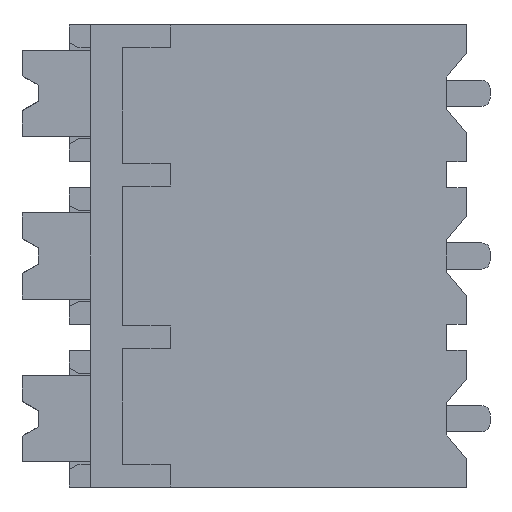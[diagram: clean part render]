
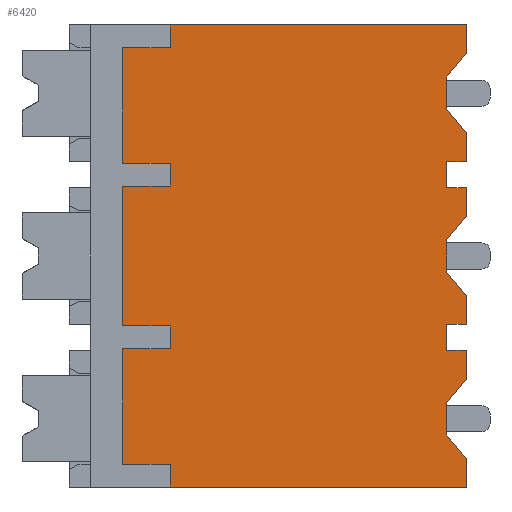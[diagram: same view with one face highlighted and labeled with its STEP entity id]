
A CAD part, left-side view. The second image highlights one B-rep face of the part: STEP entity #6420.
In plain terms, the highlighted planar face has unit normal (-1, 0, 0).
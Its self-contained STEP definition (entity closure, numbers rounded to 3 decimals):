
#50=DIRECTION('',(0.,-1.,0.));
#51=VECTOR('',#50,9.1);
#52=CARTESIAN_POINT('',(0.,9.1,-12.1));
#53=LINE('',#52,#51);
#1346=DIRECTION('',(0.,0.,1.));
#1347=VECTOR('',#1346,0.885);
#1348=CARTESIAN_POINT('',(0.,0.,1.215));
#1349=LINE('',#1348,#1347);
#1362=DIRECTION('',(0.,0.,1.));
#1363=VECTOR('',#1362,0.885);
#1364=CARTESIAN_POINT('',(0.,0.,-12.1));
#1365=LINE('',#1364,#1363);
#1370=DIRECTION('',(0.,0.,1.));
#1371=VECTOR('',#1370,0.885);
#1372=CARTESIAN_POINT('',(0.,0.,-2.1));
#1373=LINE('',#1372,#1371);
#1394=DIRECTION('',(0.,0.,1.));
#1395=VECTOR('',#1394,0.885);
#1396=CARTESIAN_POINT('',(0.,0.,-3.785));
#1397=LINE('',#1396,#1395);
#1402=DIRECTION('',(0.,0.,1.));
#1403=VECTOR('',#1402,0.885);
#1404=CARTESIAN_POINT('',(0.,0.,-7.1));
#1405=LINE('',#1404,#1403);
#1426=DIRECTION('',(0.,0.,1.));
#1427=VECTOR('',#1426,0.885);
#1428=CARTESIAN_POINT('',(0.,0.,-8.785));
#1429=LINE('',#1428,#1427);
#1434=DIRECTION('',(0.,1.,0.));
#1435=VECTOR('',#1434,0.6);
#1436=CARTESIAN_POINT('',(0.,0.,-7.1));
#1437=LINE('',#1436,#1435);
#1438=DIRECTION('',(0.,0.,1.));
#1439=VECTOR('',#1438,0.8);
#1440=CARTESIAN_POINT('',(0.,0.6,-7.9));
#1441=LINE('',#1440,#1439);
#1442=DIRECTION('',(0.,1.,0.));
#1443=VECTOR('',#1442,0.6);
#1444=CARTESIAN_POINT('',(0.,0.,-7.9));
#1445=LINE('',#1444,#1443);
#1446=DIRECTION('',(0.,-0.643,0.766));
#1447=VECTOR('',#1446,0.933);
#1448=CARTESIAN_POINT('',(0.,0.6,-9.5));
#1449=LINE('',#1448,#1447);
#1450=DIRECTION('',(0.,0.,1.));
#1451=VECTOR('',#1450,1.);
#1452=CARTESIAN_POINT('',(0.,0.6,-10.5));
#1453=LINE('',#1452,#1451);
#1454=DIRECTION('',(0.,0.643,0.766));
#1455=VECTOR('',#1454,0.933);
#1456=CARTESIAN_POINT('',(0.,0.,-11.215));
#1457=LINE('',#1456,#1455);
#1458=DIRECTION('',(0.,0.,1.));
#1459=VECTOR('',#1458,0.7);
#1460=CARTESIAN_POINT('',(0.,9.1,-12.1));
#1461=LINE('',#1460,#1459);
#1462=DIRECTION('',(0.,-1.,0.));
#1463=VECTOR('',#1462,1.45);
#1464=CARTESIAN_POINT('',(0.,10.55,-11.4));
#1465=LINE('',#1464,#1463);
#1466=DIRECTION('',(0.,0.,1.));
#1467=VECTOR('',#1466,3.55);
#1468=CARTESIAN_POINT('',(0.,10.55,-11.4));
#1469=LINE('',#1468,#1467);
#1470=DIRECTION('',(0.,1.,0.));
#1471=VECTOR('',#1470,1.45);
#1472=CARTESIAN_POINT('',(0.,9.1,-7.85));
#1473=LINE('',#1472,#1471);
#1474=DIRECTION('',(0.,0.,1.));
#1475=VECTOR('',#1474,0.7);
#1476=CARTESIAN_POINT('',(0.,9.1,-7.85));
#1477=LINE('',#1476,#1475);
#1478=DIRECTION('',(0.,-1.,0.));
#1479=VECTOR('',#1478,1.45);
#1480=CARTESIAN_POINT('',(0.,10.55,-7.15));
#1481=LINE('',#1480,#1479);
#1482=DIRECTION('',(0.,0.,1.));
#1483=VECTOR('',#1482,4.3);
#1484=CARTESIAN_POINT('',(0.,10.55,-7.15));
#1485=LINE('',#1484,#1483);
#1486=DIRECTION('',(0.,1.,0.));
#1487=VECTOR('',#1486,1.45);
#1488=CARTESIAN_POINT('',(0.,9.1,-2.85));
#1489=LINE('',#1488,#1487);
#1490=DIRECTION('',(0.,0.,1.));
#1491=VECTOR('',#1490,0.7);
#1492=CARTESIAN_POINT('',(0.,9.1,-2.85));
#1493=LINE('',#1492,#1491);
#1494=DIRECTION('',(0.,-1.,0.));
#1495=VECTOR('',#1494,1.45);
#1496=CARTESIAN_POINT('',(0.,10.55,-2.15));
#1497=LINE('',#1496,#1495);
#1498=DIRECTION('',(0.,0.,1.));
#1499=VECTOR('',#1498,3.55);
#1500=CARTESIAN_POINT('',(0.,10.55,-2.15));
#1501=LINE('',#1500,#1499);
#1502=DIRECTION('',(0.,1.,0.));
#1503=VECTOR('',#1502,1.45);
#1504=CARTESIAN_POINT('',(0.,9.1,1.4));
#1505=LINE('',#1504,#1503);
#1506=DIRECTION('',(0.,0.,1.));
#1507=VECTOR('',#1506,0.7);
#1508=CARTESIAN_POINT('',(0.,9.1,1.4));
#1509=LINE('',#1508,#1507);
#1510=DIRECTION('',(0.,-0.643,0.766));
#1511=VECTOR('',#1510,0.933);
#1512=CARTESIAN_POINT('',(0.,0.6,0.5));
#1513=LINE('',#1512,#1511);
#1514=DIRECTION('',(0.,0.,1.));
#1515=VECTOR('',#1514,1.);
#1516=CARTESIAN_POINT('',(0.,0.6,-0.5));
#1517=LINE('',#1516,#1515);
#1518=DIRECTION('',(0.,0.643,0.766));
#1519=VECTOR('',#1518,0.933);
#1520=CARTESIAN_POINT('',(0.,0.,-1.215));
#1521=LINE('',#1520,#1519);
#1522=DIRECTION('',(0.,1.,0.));
#1523=VECTOR('',#1522,0.6);
#1524=CARTESIAN_POINT('',(0.,0.,-2.1));
#1525=LINE('',#1524,#1523);
#1526=DIRECTION('',(0.,0.,1.));
#1527=VECTOR('',#1526,0.8);
#1528=CARTESIAN_POINT('',(0.,0.6,-2.9));
#1529=LINE('',#1528,#1527);
#1530=DIRECTION('',(0.,1.,0.));
#1531=VECTOR('',#1530,0.6);
#1532=CARTESIAN_POINT('',(0.,0.,-2.9));
#1533=LINE('',#1532,#1531);
#1534=DIRECTION('',(0.,-0.643,0.766));
#1535=VECTOR('',#1534,0.933);
#1536=CARTESIAN_POINT('',(0.,0.6,-4.5));
#1537=LINE('',#1536,#1535);
#1538=DIRECTION('',(0.,0.,1.));
#1539=VECTOR('',#1538,1.);
#1540=CARTESIAN_POINT('',(0.,0.6,-5.5));
#1541=LINE('',#1540,#1539);
#1542=DIRECTION('',(0.,0.643,0.766));
#1543=VECTOR('',#1542,0.933);
#1544=CARTESIAN_POINT('',(0.,0.,-6.215));
#1545=LINE('',#1544,#1543);
#2500=DIRECTION('',(0.,-1.,0.));
#2501=VECTOR('',#2500,9.1);
#2502=CARTESIAN_POINT('',(0.,9.1,2.1));
#2503=LINE('',#2502,#2501);
#3459=CARTESIAN_POINT('',(0.,9.1,-12.1));
#3460=VERTEX_POINT('',#3459);
#3461=CARTESIAN_POINT('',(0.,0.,-12.1));
#3462=VERTEX_POINT('',#3461);
#3487=CARTESIAN_POINT('',(0.,9.1,2.1));
#3488=VERTEX_POINT('',#3487);
#3489=CARTESIAN_POINT('',(0.,0.,2.1));
#3490=VERTEX_POINT('',#3489);
#3909=CARTESIAN_POINT('',(0.,9.1,1.4));
#3910=VERTEX_POINT('',#3909);
#3911=CARTESIAN_POINT('',(0.,10.55,1.4));
#3912=VERTEX_POINT('',#3911);
#3917=CARTESIAN_POINT('',(0.,9.1,-11.4));
#3918=VERTEX_POINT('',#3917);
#3919=CARTESIAN_POINT('',(0.,10.55,-11.4));
#3920=VERTEX_POINT('',#3919);
#4041=CARTESIAN_POINT('',(0.,0.,-1.215));
#4042=CARTESIAN_POINT('',(0.,0.6,-0.5));
#4043=VERTEX_POINT('',#4041);
#4044=VERTEX_POINT('',#4042);
#4045=CARTESIAN_POINT('',(0.,0.6,0.5));
#4046=VERTEX_POINT('',#4045);
#4047=CARTESIAN_POINT('',(0.,0.,1.215));
#4048=VERTEX_POINT('',#4047);
#4057=CARTESIAN_POINT('',(0.,0.,-6.215));
#4058=CARTESIAN_POINT('',(0.,0.6,-5.5));
#4059=VERTEX_POINT('',#4057);
#4060=VERTEX_POINT('',#4058);
#4061=CARTESIAN_POINT('',(0.,0.6,-4.5));
#4062=VERTEX_POINT('',#4061);
#4063=CARTESIAN_POINT('',(0.,0.,-3.785));
#4064=VERTEX_POINT('',#4063);
#4073=CARTESIAN_POINT('',(0.,0.,-11.215));
#4074=CARTESIAN_POINT('',(0.,0.6,-10.5));
#4075=VERTEX_POINT('',#4073);
#4076=VERTEX_POINT('',#4074);
#4077=CARTESIAN_POINT('',(0.,0.6,-9.5));
#4078=VERTEX_POINT('',#4077);
#4079=CARTESIAN_POINT('',(0.,0.,-8.785));
#4080=VERTEX_POINT('',#4079);
#4337=CARTESIAN_POINT('',(0.,9.1,-2.15));
#4338=VERTEX_POINT('',#4337);
#4339=CARTESIAN_POINT('',(0.,9.1,-2.85));
#4340=VERTEX_POINT('',#4339);
#4341=CARTESIAN_POINT('',(0.,10.55,-2.15));
#4342=VERTEX_POINT('',#4341);
#4343=CARTESIAN_POINT('',(0.,10.55,-2.85));
#4344=VERTEX_POINT('',#4343);
#4353=CARTESIAN_POINT('',(0.,9.1,-7.15));
#4354=VERTEX_POINT('',#4353);
#4355=CARTESIAN_POINT('',(0.,9.1,-7.85));
#4356=VERTEX_POINT('',#4355);
#4357=CARTESIAN_POINT('',(0.,10.55,-7.15));
#4358=VERTEX_POINT('',#4357);
#4359=CARTESIAN_POINT('',(0.,10.55,-7.85));
#4360=VERTEX_POINT('',#4359);
#4417=CARTESIAN_POINT('',(0.,0.,-2.1));
#4418=CARTESIAN_POINT('',(0.,0.6,-2.1));
#4419=VERTEX_POINT('',#4417);
#4420=VERTEX_POINT('',#4418);
#4421=CARTESIAN_POINT('',(0.,0.,-2.9));
#4422=CARTESIAN_POINT('',(0.,0.6,-2.9));
#4423=VERTEX_POINT('',#4421);
#4424=VERTEX_POINT('',#4422);
#4433=CARTESIAN_POINT('',(0.,0.,-7.1));
#4434=CARTESIAN_POINT('',(0.,0.6,-7.1));
#4435=VERTEX_POINT('',#4433);
#4436=VERTEX_POINT('',#4434);
#4437=CARTESIAN_POINT('',(0.,0.,-7.9));
#4438=CARTESIAN_POINT('',(0.,0.6,-7.9));
#4439=VERTEX_POINT('',#4437);
#4440=VERTEX_POINT('',#4438);
#6349=CARTESIAN_POINT('',(0.,9.1,-12.1));
#6350=DIRECTION('',(-1.,0.,0.));
#6351=DIRECTION('',(0.,-1.,0.));
#6352=AXIS2_PLACEMENT_3D('',#6349,#6350,#6351);
#6353=PLANE('',#6352);
#6355=ORIENTED_EDGE('',*,*,#6354,.T.);
#6357=ORIENTED_EDGE('',*,*,#6356,.F.);
#6359=ORIENTED_EDGE('',*,*,#6358,.F.);
#6360=ORIENTED_EDGE('',*,*,#6330,.F.);
#6362=ORIENTED_EDGE('',*,*,#6361,.F.);
#6364=ORIENTED_EDGE('',*,*,#6363,.F.);
#6366=ORIENTED_EDGE('',*,*,#6365,.F.);
#6367=ORIENTED_EDGE('',*,*,#6258,.F.);
#6368=ORIENTED_EDGE('',*,*,#4536,.F.);
#6370=ORIENTED_EDGE('',*,*,#6369,.T.);
#6372=ORIENTED_EDGE('',*,*,#6371,.F.);
#6374=ORIENTED_EDGE('',*,*,#6373,.T.);
#6376=ORIENTED_EDGE('',*,*,#6375,.F.);
#6378=ORIENTED_EDGE('',*,*,#6377,.T.);
#6380=ORIENTED_EDGE('',*,*,#6379,.F.);
#6382=ORIENTED_EDGE('',*,*,#6381,.T.);
#6384=ORIENTED_EDGE('',*,*,#6383,.F.);
#6386=ORIENTED_EDGE('',*,*,#6385,.T.);
#6388=ORIENTED_EDGE('',*,*,#6387,.F.);
#6390=ORIENTED_EDGE('',*,*,#6389,.T.);
#6392=ORIENTED_EDGE('',*,*,#6391,.F.);
#6394=ORIENTED_EDGE('',*,*,#6393,.T.);
#6396=ORIENTED_EDGE('',*,*,#6395,.T.);
#6397=ORIENTED_EDGE('',*,*,#6236,.F.);
#6398=ORIENTED_EDGE('',*,*,#6340,.F.);
#6400=ORIENTED_EDGE('',*,*,#6399,.F.);
#6402=ORIENTED_EDGE('',*,*,#6401,.F.);
#6403=ORIENTED_EDGE('',*,*,#6270,.F.);
#6405=ORIENTED_EDGE('',*,*,#6404,.T.);
#6407=ORIENTED_EDGE('',*,*,#6406,.F.);
#6409=ORIENTED_EDGE('',*,*,#6408,.F.);
#6410=ORIENTED_EDGE('',*,*,#6294,.F.);
#6412=ORIENTED_EDGE('',*,*,#6411,.F.);
#6414=ORIENTED_EDGE('',*,*,#6413,.F.);
#6416=ORIENTED_EDGE('',*,*,#6415,.F.);
#6417=ORIENTED_EDGE('',*,*,#6306,.F.);
#6418=EDGE_LOOP('',(#6355,#6357,#6359,#6360,#6362,#6364,#6366,#6367,#6368,#6370,
#6372,#6374,#6376,#6378,#6380,#6382,#6384,#6386,#6388,#6390,#6392,#6394,#6396,
#6397,#6398,#6400,#6402,#6403,#6405,#6407,#6409,#6410,#6412,#6414,#6416,#6417));
#6419=FACE_OUTER_BOUND('',#6418,.F.);
#4536=EDGE_CURVE('',#3460,#3462,#53,.T.);
#6236=EDGE_CURVE('',#4048,#3490,#1349,.T.);
#6258=EDGE_CURVE('',#3462,#4075,#1365,.T.);
#6270=EDGE_CURVE('',#4419,#4043,#1373,.T.);
#6294=EDGE_CURVE('',#4064,#4423,#1397,.T.);
#6306=EDGE_CURVE('',#4435,#4059,#1405,.T.);
#6330=EDGE_CURVE('',#4080,#4439,#1429,.T.);
#6340=EDGE_CURVE('',#4046,#4048,#1513,.T.);
#6354=EDGE_CURVE('',#4435,#4436,#1437,.T.);
#6356=EDGE_CURVE('',#4440,#4436,#1441,.T.);
#6358=EDGE_CURVE('',#4439,#4440,#1445,.T.);
#6361=EDGE_CURVE('',#4078,#4080,#1449,.T.);
#6363=EDGE_CURVE('',#4076,#4078,#1453,.T.);
#6365=EDGE_CURVE('',#4075,#4076,#1457,.T.);
#6369=EDGE_CURVE('',#3460,#3918,#1461,.T.);
#6371=EDGE_CURVE('',#3920,#3918,#1465,.T.);
#6373=EDGE_CURVE('',#3920,#4360,#1469,.T.);
#6375=EDGE_CURVE('',#4356,#4360,#1473,.T.);
#6377=EDGE_CURVE('',#4356,#4354,#1477,.T.);
#6379=EDGE_CURVE('',#4358,#4354,#1481,.T.);
#6381=EDGE_CURVE('',#4358,#4344,#1485,.T.);
#6383=EDGE_CURVE('',#4340,#4344,#1489,.T.);
#6385=EDGE_CURVE('',#4340,#4338,#1493,.T.);
#6387=EDGE_CURVE('',#4342,#4338,#1497,.T.);
#6389=EDGE_CURVE('',#4342,#3912,#1501,.T.);
#6391=EDGE_CURVE('',#3910,#3912,#1505,.T.);
#6393=EDGE_CURVE('',#3910,#3488,#1509,.T.);
#6395=EDGE_CURVE('',#3488,#3490,#2503,.T.);
#6399=EDGE_CURVE('',#4044,#4046,#1517,.T.);
#6401=EDGE_CURVE('',#4043,#4044,#1521,.T.);
#6404=EDGE_CURVE('',#4419,#4420,#1525,.T.);
#6406=EDGE_CURVE('',#4424,#4420,#1529,.T.);
#6408=EDGE_CURVE('',#4423,#4424,#1533,.T.);
#6411=EDGE_CURVE('',#4062,#4064,#1537,.T.);
#6413=EDGE_CURVE('',#4060,#4062,#1541,.T.);
#6415=EDGE_CURVE('',#4059,#4060,#1545,.T.);
#6420=ADVANCED_FACE('',(#6419),#6353,.T.);
